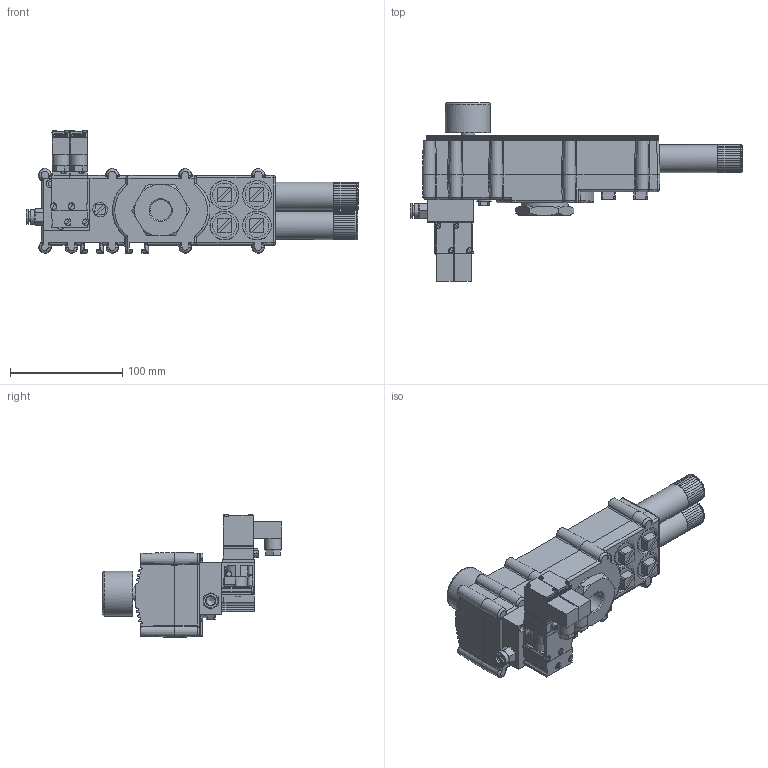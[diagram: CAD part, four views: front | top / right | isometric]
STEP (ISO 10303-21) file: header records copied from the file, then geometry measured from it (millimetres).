
FILE_DESCRIPTION(/* description */ ('','CAx-IF Rec.Pracs.---Representation and Presentation of Product Manufacturing Information (PMI)---4.0---2014-10-13'),/* implementation_level */ '2;1');
FILE_NAME(/* name */ 'cvskn2ss.stp',/* time_stamp */ '2020-11-04T14:48:06+01:00',/* author */ ('enginyeria'),/* organization */ (''),/* preprocessor_version */ 'ST-DEVELOPER v17.2',/* originating_system */ 'Autodesk Inventor 2019',/* authorisation */ '');
FILE_SCHEMA (('AP242_MANAGED_MODEL_BASED_3D_ENGINEERING_MIM_LF { 1 0 10303 442 1 1 4 }'));
Products named in the file (1): cvskn2ss
Bounding box: 295.83 x 159.56 x 109.25 mm (x, y, z)
Volume: 900791.8 mm3; surface area: 164648.2 mm2
Topology: 11 solids, 45 shells, 2153 faces, 5362 edges, 3399 vertices
Faces by surface type: plane 1426, cylinder 463, cone 129, bspline 112, torus 16, sphere 7
Full cylindrical faces by diameter (mm): 2.1 x4, 2.2 x4, 2.459 x4, 2.7 x4, 3.2 x4, 3.8 x2, 4 x16, 4.25 x3, 4.4 x2, 5.6 x3, 6.2 x2, 7.5 x2, 7.6 x3, 8 x11, 9 x1, 10 x2, 11.445 x1, 12 x1, 12.2 x2, 13 x2, 13.5 x1, 14.66 x4, 15 x2, 18.631 x1, 21 x4, 25 x4, 30.291 x1, 31.867 x1, 40 x1, 42 x1
Entity records: 82467 total; most frequent: CARTESIAN_POINT 31218, ORIENTED_EDGE 10638, DIRECTION 10544, EDGE_CURVE 5319, AXIS2_PLACEMENT_3D 3556, LINE 3432, VECTOR 3432, VERTEX_POINT 3399
